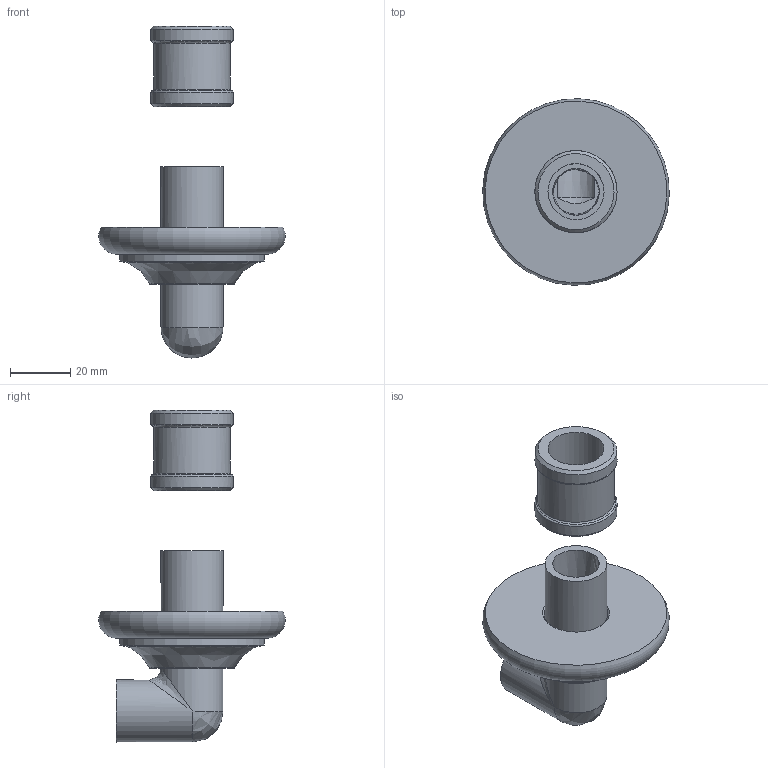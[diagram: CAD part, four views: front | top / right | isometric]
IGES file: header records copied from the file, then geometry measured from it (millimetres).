
Global section: file name: No Iges File Name specified; native system: Autodesk Inventor 2012; preprocessor: AutoDesk Inventor Iges Exporter R2012; author: adaniels; date: 20111213.120634; units: millimetre
Bounding box: 61.96 x 61.96 x 110.3 mm (x, y, z)
Volume: 49019 mm3; surface area: 22814.4 mm2
Topology: 4 solids, 4 shells, 40 faces, 81 edges, 47 vertices
Faces by surface type: revolution 11, plane 10, cylinder 7, torus 5, bspline 4, cone 2, sphere 1
Full cylindrical faces by diameter (mm): 20.6 x2, 25.4 x1, 25.98 x1, 27.3 x2, 48 x1
